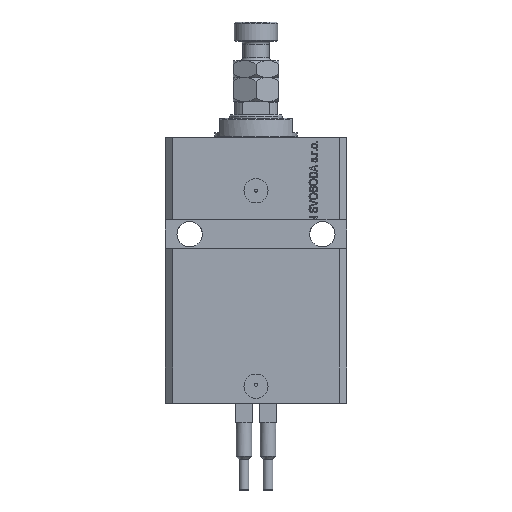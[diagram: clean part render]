
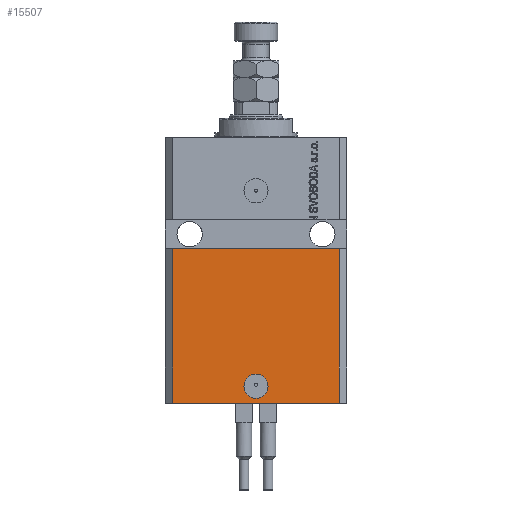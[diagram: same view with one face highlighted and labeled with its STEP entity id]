
A CAD part, front view. The second image highlights one B-rep face of the part: STEP entity #15507.
In plain terms, the highlighted planar face has unit normal (0, -1, 0).
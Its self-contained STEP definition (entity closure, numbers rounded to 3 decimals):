
#2024 = EDGE_CURVE ( 'NONE', #21199, #41465, #15566, .T. ) ;
#2322 = CARTESIAN_POINT ( 'NONE',  ( 34.5, -27.5, -110. ) ) ;
#4191 = CARTESIAN_POINT ( 'NONE',  ( -34.5, -27.5, -110. ) ) ;
#4253 = CARTESIAN_POINT ( 'NONE',  ( -34.5, -27.5, -110. ) ) ;
#5407 = VECTOR ( 'NONE', #8006, 1000. ) ;
#5478 = DIRECTION ( 'NONE',  ( 0., -1., 0. ) ) ;
#5736 = AXIS2_PLACEMENT_3D ( 'NONE', #15080, #30466, #22168 ) ;
#8006 = DIRECTION ( 'NONE',  ( 0., 0., 1. ) ) ;
#9121 = EDGE_LOOP ( 'NONE', ( #23613, #29122 ) ) ;
#11249 = AXIS2_PLACEMENT_3D ( 'NONE', #28419, #5478, #47333 ) ;
#12520 = PLANE ( 'NONE',  #30505 ) ;
#13013 = DIRECTION ( 'NONE',  ( 0., 0., -1. ) ) ;
#13238 = CARTESIAN_POINT ( 'NONE',  ( -34.5, -27.5, -110. ) ) ;
#14798 = CARTESIAN_POINT ( 'NONE',  ( -34.5, -27.5, -46. ) ) ;
#15080 = CARTESIAN_POINT ( 'NONE',  ( 0., -27.5, -103. ) ) ;
#15507 = ADVANCED_FACE ( 'NONE', ( #24373, #20586 ), #12520, .T. ) ;
#15566 = LINE ( 'NONE', #4253, #5407 ) ;
#16318 = DIRECTION ( 'NONE',  ( 1., 0., 0. ) ) ;
#16338 = EDGE_CURVE ( 'NONE', #21199, #44023, #34149, .T. ) ;
#16728 = VERTEX_POINT ( 'NONE', #23660 ) ;
#16832 = EDGE_CURVE ( 'NONE', #30589, #46992, #33007, .T. ) ;
#19124 = CARTESIAN_POINT ( 'NONE',  ( 34.5, -27.5, -110. ) ) ;
#19311 = VECTOR ( 'NONE', #31133, 1000. ) ;
#20586 = FACE_OUTER_BOUND ( 'NONE', #49624, .T. ) ;
#21199 = VERTEX_POINT ( 'NONE', #13238 ) ;
#22065 = EDGE_CURVE ( 'NONE', #46992, #30589, #27476, .T. ) ;
#22168 = DIRECTION ( 'NONE',  ( 1., 0., 0. ) ) ;
#23613 = ORIENTED_EDGE ( 'NONE', *, *, #22065, .F. ) ;
#23660 = CARTESIAN_POINT ( 'NONE',  ( 34.5, -27.5, -46. ) ) ;
#24373 = FACE_BOUND ( 'NONE', #9121, .T. ) ;
#25120 = LINE ( 'NONE', #40475, #38298 ) ;
#27219 = ORIENTED_EDGE ( 'NONE', *, *, #30121, .T. ) ;
#27476 = CIRCLE ( 'NONE', #5736, 5. ) ;
#28419 = CARTESIAN_POINT ( 'NONE',  ( 0., -27.5, -103. ) ) ;
#29122 = ORIENTED_EDGE ( 'NONE', *, *, #16832, .F. ) ;
#29278 = DIRECTION ( 'NONE',  ( 0., 0., 1. ) ) ;
#30121 = EDGE_CURVE ( 'NONE', #44023, #16728, #36833, .T. ) ;
#30466 = DIRECTION ( 'NONE',  ( 0., -1., 0. ) ) ;
#30505 = AXIS2_PLACEMENT_3D ( 'NONE', #32166, #47558, #13013 ) ;
#30589 = VERTEX_POINT ( 'NONE', #47038 ) ;
#31133 = DIRECTION ( 'NONE',  ( 1., 0., 0. ) ) ;
#32166 = CARTESIAN_POINT ( 'NONE',  ( -34.5, -27.5, -110. ) ) ;
#33007 = CIRCLE ( 'NONE', #11249, 5. ) ;
#34149 = LINE ( 'NONE', #4191, #19311 ) ;
#35138 = EDGE_CURVE ( 'NONE', #41465, #16728, #25120, .T. ) ;
#36581 = VECTOR ( 'NONE', #29278, 1000. ) ;
#36833 = LINE ( 'NONE', #2322, #36581 ) ;
#38298 = VECTOR ( 'NONE', #16318, 1000. ) ;
#40404 = ORIENTED_EDGE ( 'NONE', *, *, #2024, .F. ) ;
#40475 = CARTESIAN_POINT ( 'NONE',  ( -37.5, -27.5, -46. ) ) ;
#41465 = VERTEX_POINT ( 'NONE', #14798 ) ;
#41890 = ORIENTED_EDGE ( 'NONE', *, *, #35138, .F. ) ;
#44023 = VERTEX_POINT ( 'NONE', #19124 ) ;
#45291 = ORIENTED_EDGE ( 'NONE', *, *, #16338, .T. ) ;
#46992 = VERTEX_POINT ( 'NONE', #47384 ) ;
#47038 = CARTESIAN_POINT ( 'NONE',  ( -5., -27.5, -103. ) ) ;
#47333 = DIRECTION ( 'NONE',  ( 1., 0., 0. ) ) ;
#47384 = CARTESIAN_POINT ( 'NONE',  ( 5., -27.5, -103. ) ) ;
#47558 = DIRECTION ( 'NONE',  ( 0., -1., 0. ) ) ;
#49624 = EDGE_LOOP ( 'NONE', ( #41890, #40404, #45291, #27219 ) ) ;
